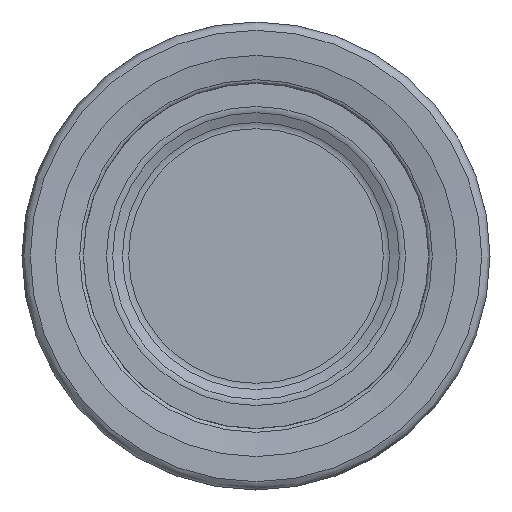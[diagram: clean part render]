
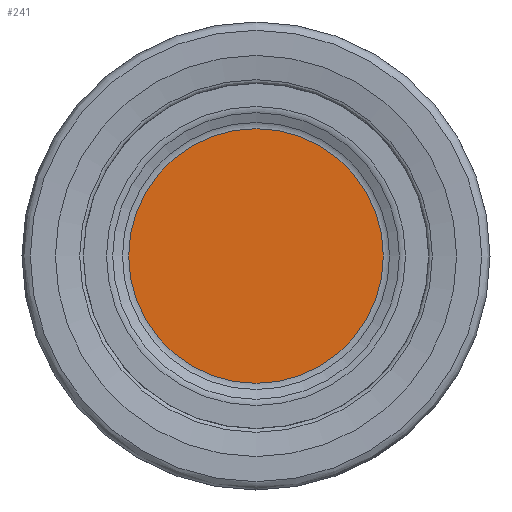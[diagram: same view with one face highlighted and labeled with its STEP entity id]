
A CAD part, left-side view. The second image highlights one B-rep face of the part: STEP entity #241.
In plain terms, the highlighted planar face has unit normal (-1, 0, 0).
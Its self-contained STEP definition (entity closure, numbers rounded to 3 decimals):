
#241=ADVANCED_FACE('',(#256),#254,.F.);
#254=PLANE('',#445);
#256=FACE_OUTER_BOUND('',#282,.T.);
#282=EDGE_LOOP('',(#328));
#328=ORIENTED_EDGE('',*,*,#384,.T.);
#361=VERTEX_POINT('',#580);
#384=EDGE_CURVE('',#361,#361,#407,.T.);
#407=CIRCLE('',#443,8.706);
#443=AXIS2_PLACEMENT_3D('',#579,#506,#507);
#445=AXIS2_PLACEMENT_3D('',#582,#510,#511);
#506=DIRECTION('',(-1.,0.,0.));
#507=DIRECTION('',(0.,0.,1.));
#510=DIRECTION('',(1.,0.,0.));
#511=DIRECTION('',(0.,0.,-1.));
#579=CARTESIAN_POINT('',(1.7,0.,0.));
#580=CARTESIAN_POINT('',(1.7,0.,8.706));
#582=CARTESIAN_POINT('',(1.7,0.,0.));
